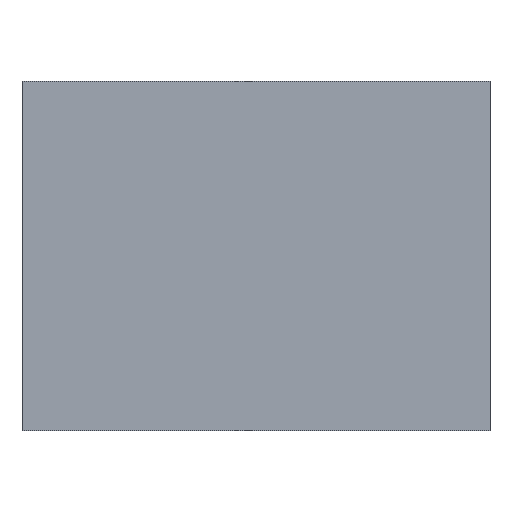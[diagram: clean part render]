
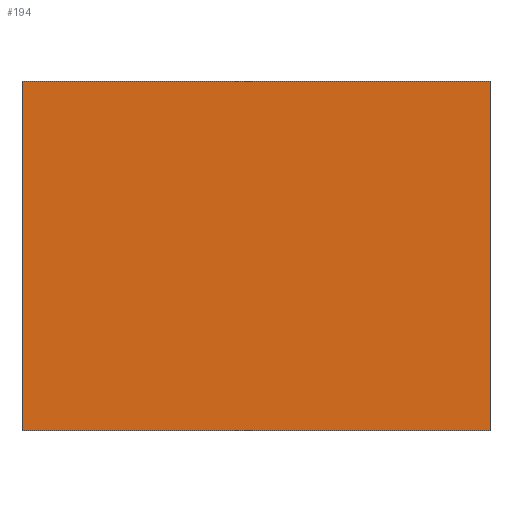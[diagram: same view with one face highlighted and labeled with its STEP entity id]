
A CAD part, top view. The second image highlights one B-rep face of the part: STEP entity #194.
In plain terms, the highlighted planar face has unit normal (0, 0, 1).
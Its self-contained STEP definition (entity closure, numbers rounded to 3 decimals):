
#106=FACE_OUTER_BOUND('',#112,.T.);
#112=EDGE_LOOP('',(#174,#175,#176,#177));
#116=LINE('',#318,#128);
#119=LINE('',#324,#131);
#122=LINE('',#330,#134);
#125=LINE('',#334,#137);
#128=VECTOR('',#260,10.);
#131=VECTOR('',#265,10.);
#134=VECTOR('',#270,10.);
#137=VECTOR('',#275,10.);
#140=VERTEX_POINT('',#315);
#141=VERTEX_POINT('',#317);
#143=VERTEX_POINT('',#323);
#145=VERTEX_POINT('',#329);
#148=EDGE_CURVE('',#141,#140,#116,.T.);
#151=EDGE_CURVE('',#143,#141,#119,.T.);
#154=EDGE_CURVE('',#145,#143,#122,.T.);
#157=EDGE_CURVE('',#140,#145,#125,.T.);
#174=ORIENTED_EDGE('',*,*,#157,.T.);
#175=ORIENTED_EDGE('',*,*,#154,.T.);
#176=ORIENTED_EDGE('',*,*,#151,.T.);
#177=ORIENTED_EDGE('',*,*,#148,.T.);
#186=PLANE('',#237);
#194=ADVANCED_FACE('',(#106),#186,.T.);
#237=AXIS2_PLACEMENT_3D('',#335,#276,#277);
#260=DIRECTION('',(0.,-1.,0.));
#265=DIRECTION('',(-1.,0.,0.));
#270=DIRECTION('',(0.,1.,0.));
#275=DIRECTION('',(1.,0.,0.));
#276=DIRECTION('center_axis',(0.,0.,1.));
#277=DIRECTION('ref_axis',(1.,0.,0.));
#315=CARTESIAN_POINT('',(-18.725,-11.925,10.));
#317=CARTESIAN_POINT('',(-18.725,12.911,10.));
#318=CARTESIAN_POINT('',(-18.725,12.911,10.));
#323=CARTESIAN_POINT('',(14.52,12.911,10.));
#324=CARTESIAN_POINT('',(14.52,12.911,10.));
#329=CARTESIAN_POINT('',(14.52,-11.925,10.));
#330=CARTESIAN_POINT('',(14.52,-11.925,10.));
#334=CARTESIAN_POINT('',(-18.725,-11.925,10.));
#335=CARTESIAN_POINT('Origin',(-2.102,0.493,10.));
